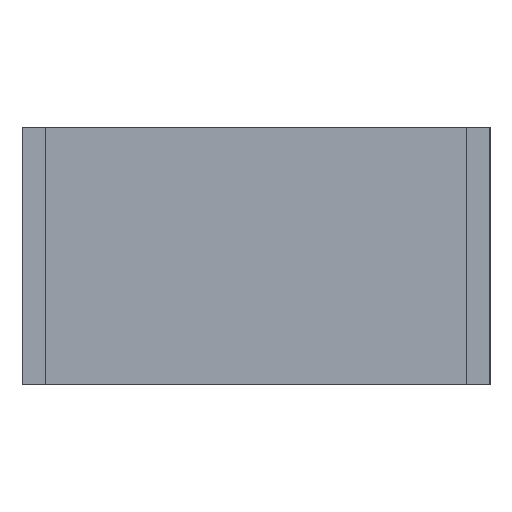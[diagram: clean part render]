
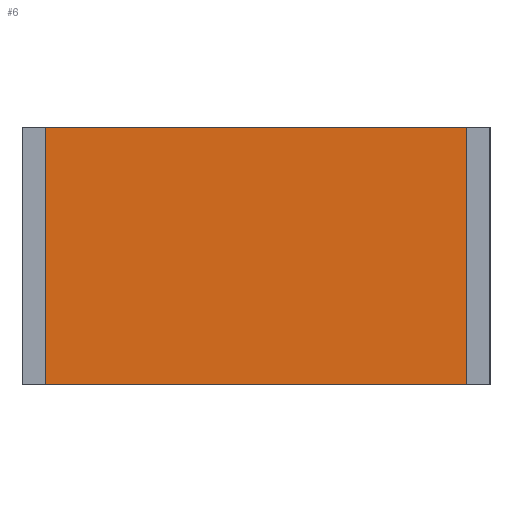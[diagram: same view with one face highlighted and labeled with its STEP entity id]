
A CAD part, left-side view. The second image highlights one B-rep face of the part: STEP entity #6.
In plain terms, the highlighted planar face has unit normal (-1, 0, 0).
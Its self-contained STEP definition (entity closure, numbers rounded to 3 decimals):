
#6 = ADVANCED_FACE ( 'NONE', ( #875 ), #272, .F. ) ;
#20 = EDGE_CURVE ( 'NONE', #1108, #1298, #1143, .T. ) ;
#113 = ORIENTED_EDGE ( 'NONE', *, *, #1444, .F. ) ;
#118 = CARTESIAN_POINT ( 'NONE',  ( -90., -41.256, 52.311 ) ) ;
#157 = VECTOR ( 'NONE', #574, 1000. ) ;
#176 = LINE ( 'NONE', #903, #157 ) ;
#187 = VERTEX_POINT ( 'NONE', #855 ) ;
#268 = DIRECTION ( 'NONE',  ( 1., 0., 0. ) ) ;
#272 = PLANE ( 'NONE',  #555 ) ;
#294 = DIRECTION ( 'NONE',  ( 0., -1., 0. ) ) ;
#348 = ORIENTED_EDGE ( 'NONE', *, *, #1170, .F. ) ;
#365 = CARTESIAN_POINT ( 'NONE',  ( -90., -41.256, 52.311 ) ) ;
#384 = CARTESIAN_POINT ( 'NONE',  ( -90., -23.256, 52.311 ) ) ;
#394 = ORIENTED_EDGE ( 'NONE', *, *, #20, .T. ) ;
#506 = CARTESIAN_POINT ( 'NONE',  ( -90., -5.256, 52.311 ) ) ;
#555 = AXIS2_PLACEMENT_3D ( 'NONE', #365, #268, #1165 ) ;
#574 = DIRECTION ( 'NONE',  ( 0., 0., 1. ) ) ;
#623 = VERTEX_POINT ( 'NONE', #506 ) ;
#644 = CARTESIAN_POINT ( 'NONE',  ( -90., -41.256, 30.311 ) ) ;
#855 = CARTESIAN_POINT ( 'NONE',  ( -90., -5.256, 30.311 ) ) ;
#875 = FACE_OUTER_BOUND ( 'NONE', #1161, .T. ) ;
#887 = LINE ( 'NONE', #384, #1309 ) ;
#899 = CARTESIAN_POINT ( 'NONE',  ( -90., -23.256, 30.311 ) ) ;
#903 = CARTESIAN_POINT ( 'NONE',  ( -90., -5.256, 41.311 ) ) ;
#908 = VECTOR ( 'NONE', #1145, 1000. ) ;
#943 = DIRECTION ( 'NONE',  ( 0., 0., 1. ) ) ;
#1108 = VERTEX_POINT ( 'NONE', #644 ) ;
#1143 = LINE ( 'NONE', #1176, #1220 ) ;
#1145 = DIRECTION ( 'NONE',  ( 0., -1., 0. ) ) ;
#1150 = ORIENTED_EDGE ( 'NONE', *, *, #1183, .T. ) ;
#1161 = EDGE_LOOP ( 'NONE', ( #113, #348, #1150, #394 ) ) ;
#1165 = DIRECTION ( 'NONE',  ( 0., 0., -1. ) ) ;
#1170 = EDGE_CURVE ( 'NONE', #187, #623, #176, .T. ) ;
#1176 = CARTESIAN_POINT ( 'NONE',  ( -90., -41.256, 41.311 ) ) ;
#1181 = LINE ( 'NONE', #899, #908 ) ;
#1183 = EDGE_CURVE ( 'NONE', #187, #1108, #1181, .T. ) ;
#1220 = VECTOR ( 'NONE', #943, 1000. ) ;
#1298 = VERTEX_POINT ( 'NONE', #118 ) ;
#1309 = VECTOR ( 'NONE', #294, 1000. ) ;
#1444 = EDGE_CURVE ( 'NONE', #623, #1298, #887, .T. ) ;
